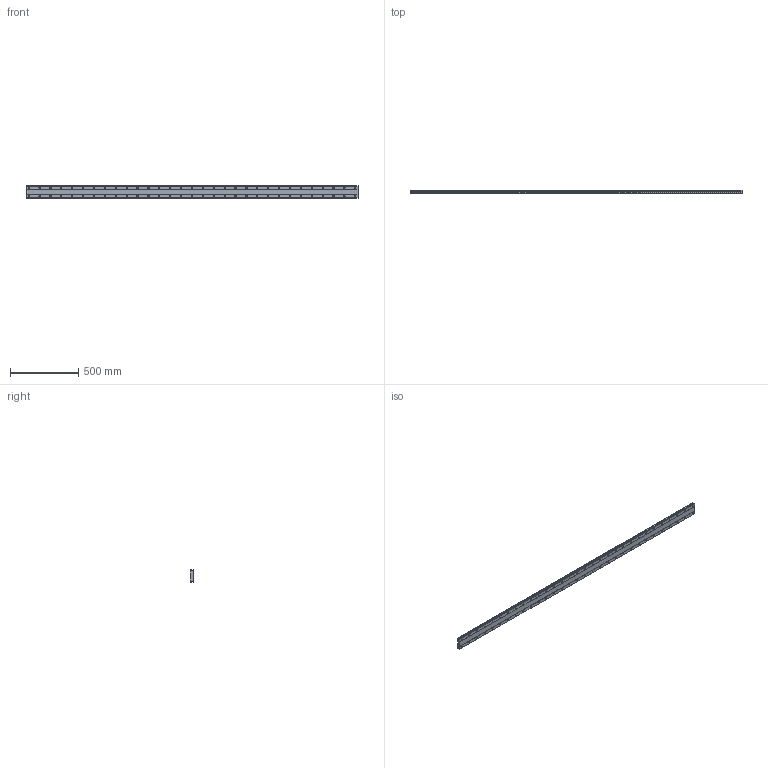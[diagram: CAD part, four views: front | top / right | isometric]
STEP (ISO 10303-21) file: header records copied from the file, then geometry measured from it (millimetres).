
FILE_DESCRIPTION (( 'STEP AP214' ), '1' );
FILE_NAME ('HRW50CA1SS-2440L_G20_0_B-PT18_1149-75_0_0_0_1.STEP', '2021-07-07T13:27:56', ( '' ), ( '' ), 'SwSTEP 2.0', 'SolidWorks 2021', '' );
FILE_SCHEMA (( 'AUTOMOTIVE_DESIGN' ));
Length unit declared in the file: millimetre
Products named in the file (2): _HRW50CA244020 Track; HRW50CA1SS-2440L_G20_0_B-PT18_1149-75_0_0_0_1
Assembly tree (1 placements, depth 2):
  HRW50CA1SS-2440L_G20_0_B-PT18_1149-75_0_0_0_1
    _HRW50CA244020 Track
Bounding box: 2440 x 24 x 90 mm (x, y, z)
Volume: 4621529.2 mm3; surface area: 625930 mm2
Topology: 1 solids, 1 shells, 344 faces, 840 edges, 560 vertices
Faces by surface type: cylinder 252, plane 92
Entity records: 10702 total; most frequent: DIRECTION 2040, CARTESIAN_POINT 1748, ORIENTED_EDGE 1680, AXIS2_PLACEMENT_3D 852, EDGE_CURVE 840, VERTEX_POINT 560, EDGE_LOOP 530, CIRCLE 504
